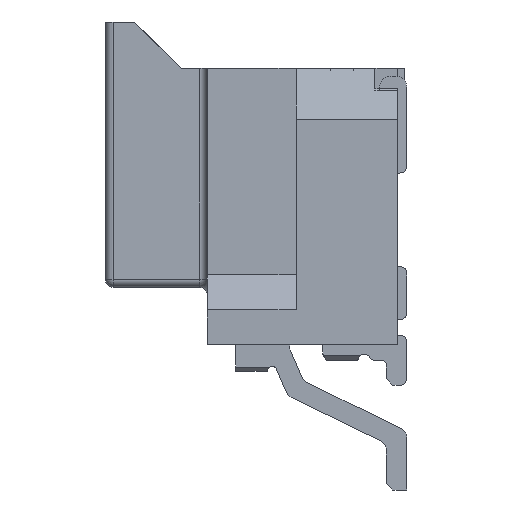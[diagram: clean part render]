
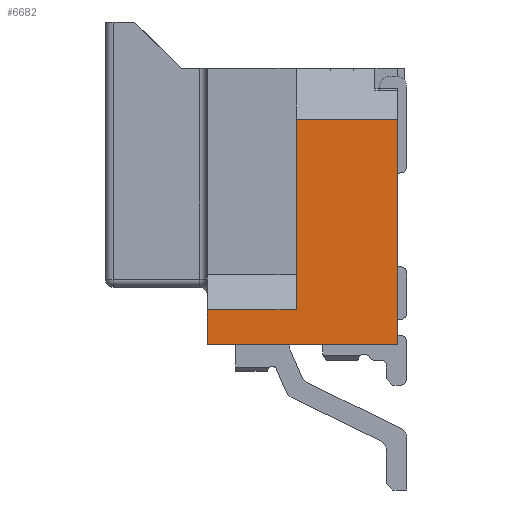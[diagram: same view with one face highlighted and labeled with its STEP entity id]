
A CAD part, left-side view. The second image highlights one B-rep face of the part: STEP entity #6682.
In plain terms, the highlighted planar face has unit normal (-1, 0, 0).
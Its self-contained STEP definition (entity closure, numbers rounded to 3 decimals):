
#337=CARTESIAN_POINT('',(-11.87,2.99,-8.69));
#338=VERTEX_POINT('',#337);
#345=CARTESIAN_POINT('',(-11.87,2.99,-7.6));
#346=VERTEX_POINT('',#345);
#347=CARTESIAN_POINT('',(-11.87,2.99,-8.69));
#348=DIRECTION('',(0.,0.,1.));
#349=VECTOR('',#348,1.09);
#350=LINE('',#347,#349);
#351=EDGE_CURVE('',#338,#346,#350,.T.);
#504=CARTESIAN_POINT('',(-11.87,0.19,-7.6));
#505=VERTEX_POINT('',#504);
#506=CARTESIAN_POINT('',(-11.87,2.99,-7.6));
#507=DIRECTION('',(0.,-1.,0.));
#508=VECTOR('',#507,2.8);
#509=LINE('',#506,#508);
#510=EDGE_CURVE('',#346,#505,#509,.T.);
#5924=CARTESIAN_POINT('',(-11.87,-2.99,-1.6));
#5925=VERTEX_POINT('',#5924);
#5932=CARTESIAN_POINT('',(-11.87,-2.99,-8.69));
#5933=VERTEX_POINT('',#5932);
#5934=CARTESIAN_POINT('',(-11.87,-2.99,-8.69));
#5935=DIRECTION('',(0.,0.,1.));
#5936=VECTOR('',#5935,7.09);
#5937=LINE('',#5934,#5936);
#5938=EDGE_CURVE('',#5933,#5925,#5937,.T.);
#6652=CARTESIAN_POINT('',(-11.87,0.,-4.345));
#6653=DIRECTION('',(0.,-1.,0.));
#6654=DIRECTION('',(-1.,0.,0.));
#6655=AXIS2_PLACEMENT_3D('',#6652,#6654,#6653);
#6656=PLANE('',#6655);
#6657=ORIENTED_EDGE('',*,*,#5938,.T.);
#6658=CARTESIAN_POINT('',(-11.87,0.19,-1.6));
#6659=VERTEX_POINT('',#6658);
#6660=CARTESIAN_POINT('',(-11.87,-2.99,-1.6));
#6661=DIRECTION('',(0.,1.,0.));
#6662=VECTOR('',#6661,3.18);
#6663=LINE('',#6660,#6662);
#6664=EDGE_CURVE('',#5925,#6659,#6663,.T.);
#6665=ORIENTED_EDGE('',*,*,#6664,.T.);
#6666=CARTESIAN_POINT('',(-11.87,0.19,-1.6));
#6667=DIRECTION('',(0.,0.,-1.));
#6668=VECTOR('',#6667,6.);
#6669=LINE('',#6666,#6668);
#6670=EDGE_CURVE('',#6659,#505,#6669,.T.);
#6671=ORIENTED_EDGE('',*,*,#6670,.T.);
#6672=ORIENTED_EDGE('',*,*,#510,.F.);
#6673=ORIENTED_EDGE('',*,*,#351,.F.);
#6674=CARTESIAN_POINT('',(-11.87,2.99,-8.69));
#6675=DIRECTION('',(0.,-1.,0.));
#6676=VECTOR('',#6675,5.98);
#6677=LINE('',#6674,#6676);
#6678=EDGE_CURVE('',#338,#5933,#6677,.T.);
#6679=ORIENTED_EDGE('',*,*,#6678,.T.);
#6680=EDGE_LOOP('',(#6657,#6665,#6671,#6672,#6673,#6679));
#6681=FACE_OUTER_BOUND('',#6680,.T.);
#6682=ADVANCED_FACE('',(#6681),#6656,.T.);
